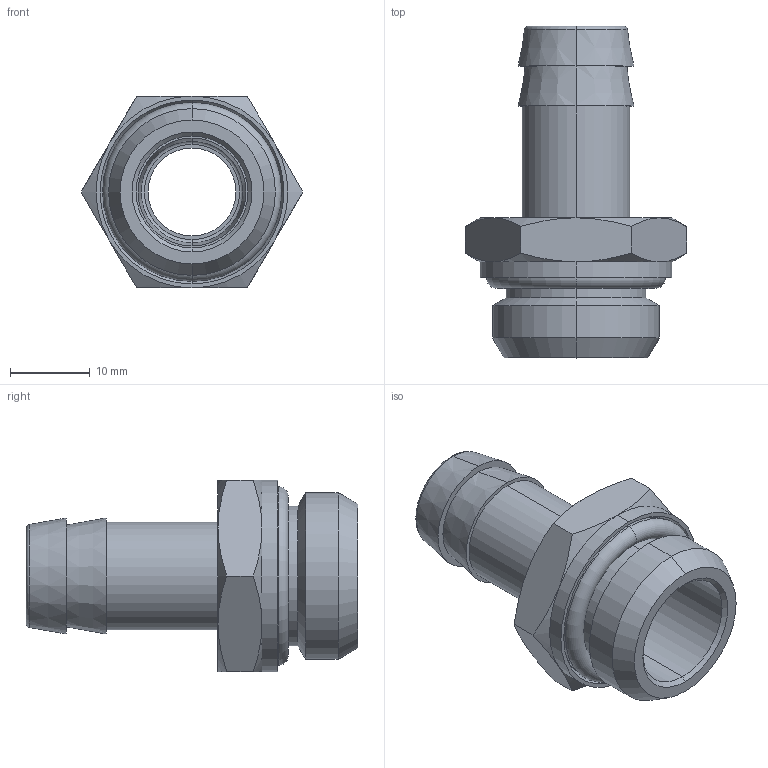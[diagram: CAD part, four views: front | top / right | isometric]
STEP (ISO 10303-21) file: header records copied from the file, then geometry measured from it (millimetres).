
FILE_DESCRIPTION(( 'RA.30A14.12.STEP' ), '1');
FILE_NAME( 'RA.30A14.12.STEP', '2018-11-09T15:47:43',( 'Sopra'),('sopra-pneumatic.com'), 'SwSTEP 2.0','SolidWorks 2009','' );
FILE_SCHEMA (( 'AUTOMOTIVE_DESIGN' ));
Length unit declared in the file: millimetre
Products named in the file (1): 0304400021
Bounding box: 27.71 x 41.5 x 24 mm (x, y, z)
Surface area: 5080.9 mm2 (no closed solid volume)
Topology: 0 solids, 3 shells, 56 faces, 120 edges, 70 vertices
Faces by surface type: cone 24, cylinder 12, plane 12, torus 8
Entity records: 2243 total; most frequent: CARTESIAN_POINT 391, DIRECTION 276, ORIENTED_EDGE 232, AXIS2_PLACEMENT_3D 123, EDGE_CURVE 120, VERTEX_POINT 70, CIRCLE 66, EDGE_LOOP 62
